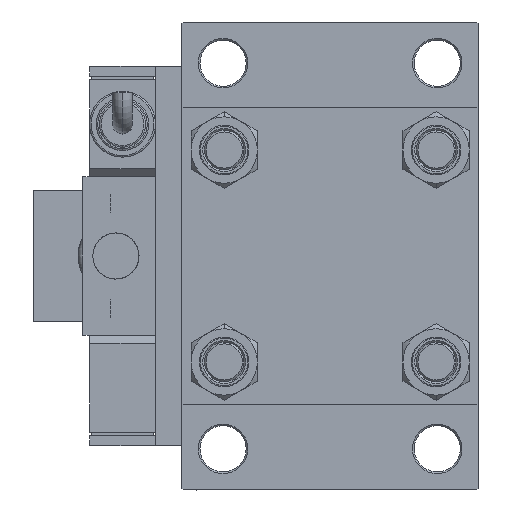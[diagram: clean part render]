
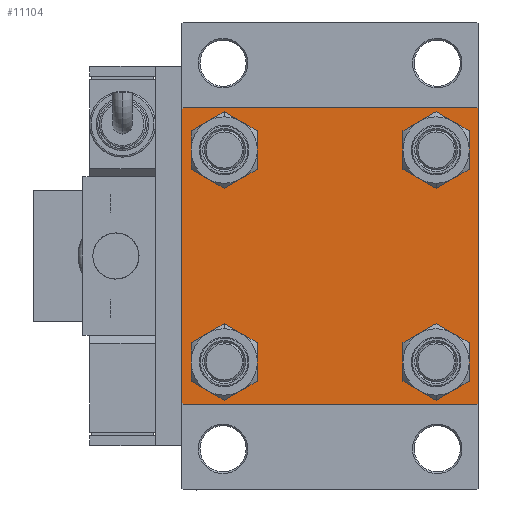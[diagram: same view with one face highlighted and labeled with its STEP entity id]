
A CAD part, left-side view. The second image highlights one B-rep face of the part: STEP entity #11104.
In plain terms, the highlighted planar face has unit normal (-1, 0, 0).
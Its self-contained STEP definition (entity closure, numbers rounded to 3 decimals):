
#14 = DIRECTION ( 'NONE',  ( 0., 0., 1. ) ) ;
#88 = DIRECTION ( 'NONE',  ( 0., -1., 0. ) ) ;
#153 = DIRECTION ( 'NONE',  ( 0., 0., 1. ) ) ;
#774 = VECTOR ( 'NONE', #42539, 1000. ) ;
#1015 = VECTOR ( 'NONE', #9842, 1000. ) ;
#1591 = CARTESIAN_POINT ( 'NONE',  ( 0., 45., 44.5 ) ) ;
#2030 = AXIS2_PLACEMENT_3D ( 'NONE', #37838, #38113, #153 ) ;
#2269 = EDGE_CURVE ( 'NONE', #24935, #11943, #34494, .T. ) ;
#2957 = CARTESIAN_POINT ( 'NONE',  ( 0., -32.15, 32.15 ) ) ;
#3777 = VERTEX_POINT ( 'NONE', #1591 ) ;
#3824 = LINE ( 'NONE', #38433, #15789 ) ;
#4323 = FACE_BOUND ( 'NONE', #8080, .T. ) ;
#5110 = EDGE_CURVE ( 'NONE', #32056, #26500, #21378, .T. ) ;
#5440 = CARTESIAN_POINT ( 'NONE',  ( 0., 44.5, 45. ) ) ;
#6365 = ORIENTED_EDGE ( 'NONE', *, *, #7121, .T. ) ;
#6554 = CARTESIAN_POINT ( 'NONE',  ( 0., 32.15, -38.65 ) ) ;
#6700 = VERTEX_POINT ( 'NONE', #38016 ) ;
#6930 = EDGE_LOOP ( 'NONE', ( #33340, #6365 ) ) ;
#7121 = EDGE_CURVE ( 'NONE', #9982, #17212, #11736, .T. ) ;
#7516 = CARTESIAN_POINT ( 'NONE',  ( 0., -32.15, 38.65 ) ) ;
#7520 = ORIENTED_EDGE ( 'NONE', *, *, #38390, .T. ) ;
#8080 = EDGE_LOOP ( 'NONE', ( #30258, #37882 ) ) ;
#8404 = AXIS2_PLACEMENT_3D ( 'NONE', #49092, #44924, #23852 ) ;
#8623 = EDGE_LOOP ( 'NONE', ( #7520, #19927, #31342, #47275, #12471, #24223, #35650, #11341 ) ) ;
#8683 = CARTESIAN_POINT ( 'NONE',  ( 0., -44.5, -45. ) ) ;
#8693 = CARTESIAN_POINT ( 'NONE',  ( 0., 45., -45. ) ) ;
#8755 = LINE ( 'NONE', #25918, #1015 ) ;
#8919 = EDGE_LOOP ( 'NONE', ( #17513, #45318 ) ) ;
#9842 = DIRECTION ( 'NONE',  ( 0., 0.707, -0.707 ) ) ;
#9982 = VERTEX_POINT ( 'NONE', #6554 ) ;
#11055 = CIRCLE ( 'NONE', #8404, 6.5 ) ;
#11104 = ADVANCED_FACE ( 'NONE', ( #41471, #4323, #50628, #20406, #50346 ), #12631, .T. ) ;
#11341 = ORIENTED_EDGE ( 'NONE', *, *, #43643, .T. ) ;
#11352 = EDGE_CURVE ( 'NONE', #28214, #42960, #41678, .T. ) ;
#11736 = CIRCLE ( 'NONE', #25022, 6.5 ) ;
#11943 = VERTEX_POINT ( 'NONE', #36001 ) ;
#12446 = DIRECTION ( 'NONE',  ( 0., 0., 1. ) ) ;
#12471 = ORIENTED_EDGE ( 'NONE', *, *, #42567, .F. ) ;
#12631 = PLANE ( 'NONE',  #2030 ) ;
#12672 = DIRECTION ( 'NONE',  ( 0., -0.707, 0.707 ) ) ;
#12833 = CARTESIAN_POINT ( 'NONE',  ( 0., -44.75, 44.75 ) ) ;
#13066 = EDGE_CURVE ( 'NONE', #54313, #14805, #46376, .T. ) ;
#13562 = CARTESIAN_POINT ( 'NONE',  ( 0., 32.15, 32.15 ) ) ;
#14448 = CIRCLE ( 'NONE', #46348, 6.5 ) ;
#14568 = CARTESIAN_POINT ( 'NONE',  ( 0., -32.15, 32.15 ) ) ;
#14655 = EDGE_LOOP ( 'NONE', ( #35271, #38725 ) ) ;
#14805 = VERTEX_POINT ( 'NONE', #20969 ) ;
#14980 = EDGE_CURVE ( 'NONE', #41522, #6700, #23435, .T. ) ;
#15740 = LINE ( 'NONE', #45123, #42411 ) ;
#15789 = VECTOR ( 'NONE', #12672, 1000. ) ;
#16482 = DIRECTION ( 'NONE',  ( 0., 0., 1. ) ) ;
#16546 = DIRECTION ( 'NONE',  ( 0., 0., -1. ) ) ;
#17037 = CARTESIAN_POINT ( 'NONE',  ( 0., 32.15, -32.15 ) ) ;
#17212 = VERTEX_POINT ( 'NONE', #45684 ) ;
#17513 = ORIENTED_EDGE ( 'NONE', *, *, #2269, .T. ) ;
#17581 = DIRECTION ( 'NONE',  ( 1., 0., 0. ) ) ;
#18228 = CARTESIAN_POINT ( 'NONE',  ( 0., 44.5, -45. ) ) ;
#19927 = ORIENTED_EDGE ( 'NONE', *, *, #38738, .T. ) ;
#20406 = FACE_BOUND ( 'NONE', #8919, .T. ) ;
#20448 = EDGE_CURVE ( 'NONE', #11943, #24935, #14448, .T. ) ;
#20969 = CARTESIAN_POINT ( 'NONE',  ( 0., -44.5, 45. ) ) ;
#21378 = CIRCLE ( 'NONE', #26652, 6.5 ) ;
#21470 = CARTESIAN_POINT ( 'NONE',  ( 0., 32.15, 32.15 ) ) ;
#21589 = DIRECTION ( 'NONE',  ( 1., 0., 0. ) ) ;
#22181 = CARTESIAN_POINT ( 'NONE',  ( 0., 45., 45. ) ) ;
#23435 = CIRCLE ( 'NONE', #54447, 6.5 ) ;
#23852 = DIRECTION ( 'NONE',  ( 0., 0., 1. ) ) ;
#23971 = VECTOR ( 'NONE', #39810, 1000. ) ;
#24006 = CIRCLE ( 'NONE', #48821, 6.5 ) ;
#24223 = ORIENTED_EDGE ( 'NONE', *, *, #13066, .T. ) ;
#24534 = VECTOR ( 'NONE', #47951, 1000. ) ;
#24935 = VERTEX_POINT ( 'NONE', #32297 ) ;
#25013 = EDGE_CURVE ( 'NONE', #17212, #9982, #33113, .T. ) ;
#25022 = AXIS2_PLACEMENT_3D ( 'NONE', #54676, #33545, #14 ) ;
#25618 = CARTESIAN_POINT ( 'NONE',  ( 0., 44.75, -44.75 ) ) ;
#25918 = CARTESIAN_POINT ( 'NONE',  ( 0., 44.75, 44.75 ) ) ;
#26491 = EDGE_CURVE ( 'NONE', #26500, #32056, #11055, .T. ) ;
#26500 = VERTEX_POINT ( 'NONE', #54103 ) ;
#26584 = LINE ( 'NONE', #22181, #24534 ) ;
#26652 = AXIS2_PLACEMENT_3D ( 'NONE', #36014, #21589, #12446 ) ;
#28214 = VERTEX_POINT ( 'NONE', #18228 ) ;
#28604 = VERTEX_POINT ( 'NONE', #5440 ) ;
#28644 = DIRECTION ( 'NONE',  ( 0., 0.707, 0.707 ) ) ;
#29471 = VECTOR ( 'NONE', #88, 1000. ) ;
#29551 = VECTOR ( 'NONE', #28644, 1000. ) ;
#30258 = ORIENTED_EDGE ( 'NONE', *, *, #26491, .T. ) ;
#30830 = EDGE_CURVE ( 'NONE', #28604, #14805, #26584, .T. ) ;
#31342 = ORIENTED_EDGE ( 'NONE', *, *, #11352, .T. ) ;
#31464 = DIRECTION ( 'NONE',  ( 1., 0., 0. ) ) ;
#32056 = VERTEX_POINT ( 'NONE', #40669 ) ;
#32297 = CARTESIAN_POINT ( 'NONE',  ( 0., 32.15, 38.65 ) ) ;
#32881 = VERTEX_POINT ( 'NONE', #37664 ) ;
#33113 = CIRCLE ( 'NONE', #40197, 6.5 ) ;
#33340 = ORIENTED_EDGE ( 'NONE', *, *, #25013, .T. ) ;
#33545 = DIRECTION ( 'NONE',  ( 1., 0., 0. ) ) ;
#33997 = EDGE_CURVE ( 'NONE', #42960, #39683, #3824, .T. ) ;
#34494 = CIRCLE ( 'NONE', #49593, 6.5 ) ;
#35271 = ORIENTED_EDGE ( 'NONE', *, *, #14980, .T. ) ;
#35650 = ORIENTED_EDGE ( 'NONE', *, *, #30830, .F. ) ;
#36001 = CARTESIAN_POINT ( 'NONE',  ( 0., 32.15, 25.65 ) ) ;
#36014 = CARTESIAN_POINT ( 'NONE',  ( 0., -32.15, -32.15 ) ) ;
#36162 = DIRECTION ( 'NONE',  ( 0., 0., 1. ) ) ;
#36750 = DIRECTION ( 'NONE',  ( 1., 0., 0. ) ) ;
#37664 = CARTESIAN_POINT ( 'NONE',  ( 0., 45., -44.5 ) ) ;
#37816 = DIRECTION ( 'NONE',  ( 0., 0., 1. ) ) ;
#37838 = CARTESIAN_POINT ( 'NONE',  ( 0., 0., 0. ) ) ;
#37882 = ORIENTED_EDGE ( 'NONE', *, *, #5110, .T. ) ;
#38016 = CARTESIAN_POINT ( 'NONE',  ( 0., -32.15, 25.65 ) ) ;
#38113 = DIRECTION ( 'NONE',  ( -1., 0., 0. ) ) ;
#38390 = EDGE_CURVE ( 'NONE', #3777, #32881, #15740, .T. ) ;
#38433 = CARTESIAN_POINT ( 'NONE',  ( 0., -44.75, -44.75 ) ) ;
#38725 = ORIENTED_EDGE ( 'NONE', *, *, #43449, .T. ) ;
#38738 = EDGE_CURVE ( 'NONE', #32881, #28214, #46689, .T. ) ;
#39649 = CARTESIAN_POINT ( 'NONE',  ( 0., -45., -44.5 ) ) ;
#39683 = VERTEX_POINT ( 'NONE', #39649 ) ;
#39810 = DIRECTION ( 'NONE',  ( 0., 0., -1. ) ) ;
#40197 = AXIS2_PLACEMENT_3D ( 'NONE', #17037, #17581, #37816 ) ;
#40638 = LINE ( 'NONE', #53431, #23971 ) ;
#40669 = CARTESIAN_POINT ( 'NONE',  ( 0., -32.15, -38.65 ) ) ;
#41471 = FACE_BOUND ( 'NONE', #14655, .T. ) ;
#41522 = VERTEX_POINT ( 'NONE', #7516 ) ;
#41678 = LINE ( 'NONE', #8693, #29471 ) ;
#42411 = VECTOR ( 'NONE', #16546, 1000. ) ;
#42539 = DIRECTION ( 'NONE',  ( 0., -0.707, -0.707 ) ) ;
#42567 = EDGE_CURVE ( 'NONE', #54313, #39683, #40638, .T. ) ;
#42960 = VERTEX_POINT ( 'NONE', #8683 ) ;
#43449 = EDGE_CURVE ( 'NONE', #6700, #41522, #24006, .T. ) ;
#43643 = EDGE_CURVE ( 'NONE', #28604, #3777, #8755, .T. ) ;
#44924 = DIRECTION ( 'NONE',  ( 1., 0., 0. ) ) ;
#45123 = CARTESIAN_POINT ( 'NONE',  ( 0., 45., 45. ) ) ;
#45318 = ORIENTED_EDGE ( 'NONE', *, *, #20448, .T. ) ;
#45684 = CARTESIAN_POINT ( 'NONE',  ( 0., 32.15, -25.65 ) ) ;
#46348 = AXIS2_PLACEMENT_3D ( 'NONE', #13562, #52095, #46825 ) ;
#46376 = LINE ( 'NONE', #12833, #29551 ) ;
#46689 = LINE ( 'NONE', #25618, #774 ) ;
#46825 = DIRECTION ( 'NONE',  ( 0., 0., 1. ) ) ;
#46959 = DIRECTION ( 'NONE',  ( 1., 0., 0. ) ) ;
#47275 = ORIENTED_EDGE ( 'NONE', *, *, #33997, .T. ) ;
#47951 = DIRECTION ( 'NONE',  ( 0., -1., 0. ) ) ;
#48821 = AXIS2_PLACEMENT_3D ( 'NONE', #2957, #36750, #53438 ) ;
#49092 = CARTESIAN_POINT ( 'NONE',  ( 0., -32.15, -32.15 ) ) ;
#49593 = AXIS2_PLACEMENT_3D ( 'NONE', #21470, #46959, #16482 ) ;
#50346 = FACE_OUTER_BOUND ( 'NONE', #8623, .T. ) ;
#50628 = FACE_BOUND ( 'NONE', #6930, .T. ) ;
#52095 = DIRECTION ( 'NONE',  ( 1., 0., 0. ) ) ;
#53431 = CARTESIAN_POINT ( 'NONE',  ( 0., -45., 45. ) ) ;
#53438 = DIRECTION ( 'NONE',  ( 0., 0., 1. ) ) ;
#54103 = CARTESIAN_POINT ( 'NONE',  ( 0., -32.15, -25.65 ) ) ;
#54264 = CARTESIAN_POINT ( 'NONE',  ( 0., -45., 44.5 ) ) ;
#54313 = VERTEX_POINT ( 'NONE', #54264 ) ;
#54447 = AXIS2_PLACEMENT_3D ( 'NONE', #14568, #31464, #36162 ) ;
#54676 = CARTESIAN_POINT ( 'NONE',  ( 0., 32.15, -32.15 ) ) ;
